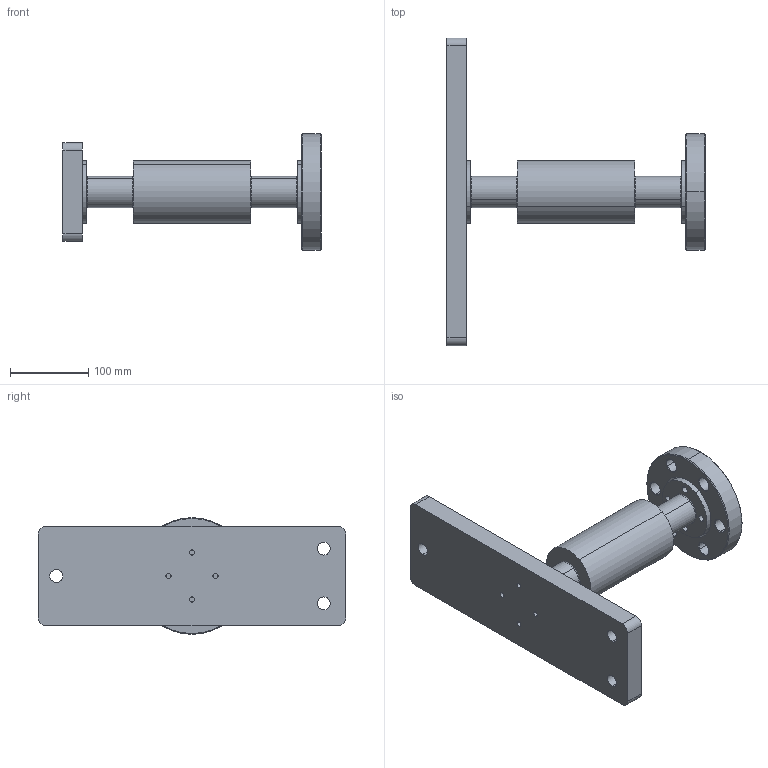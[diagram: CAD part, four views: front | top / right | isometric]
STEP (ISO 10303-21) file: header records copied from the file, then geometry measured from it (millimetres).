
FILE_DESCRIPTION(('CATIA V5 STEP Exchange'),'2;1');
FILE_NAME('RimRunningIn_Tooling.stp','2021-07-09T15:47:36+00:00',('none'),('none'),'CATIA Version 5-6 Release 2016','CATIA V5 STEP AP203','none');
FILE_SCHEMA(('CONFIG_CONTROL_DESIGN'));
Length unit declared in the file: millimetre
Products named in the file (1): Product144
Assembly tree (3 placements, depth 2):
  Product144
    #57
    #1182
    #2368
Bounding box: 330 x 393.5 x 149 mm (x, y, z)
Volume: 2557523.2 mm3; surface area: 271639.5 mm2
Topology: 3 solids, 3 shells, 150 faces, 350 edges, 217 vertices
Faces by surface type: cylinder 70, cone 44, torus 20, plane 16
Entity records: 4111 total; most frequent: ORIENTED_EDGE 700, CARTESIAN_POINT 681, DIRECTION 578, EDGE_CURVE 350, AXIS2_PLACEMENT_3D 338, CIRCLE 224, VERTEX_POINT 212, EDGE_LOOP 206
